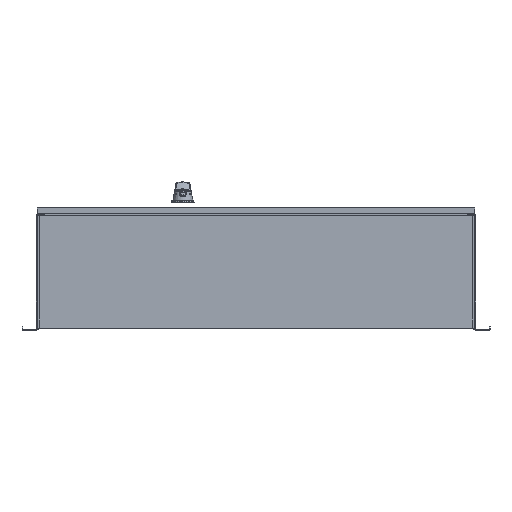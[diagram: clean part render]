
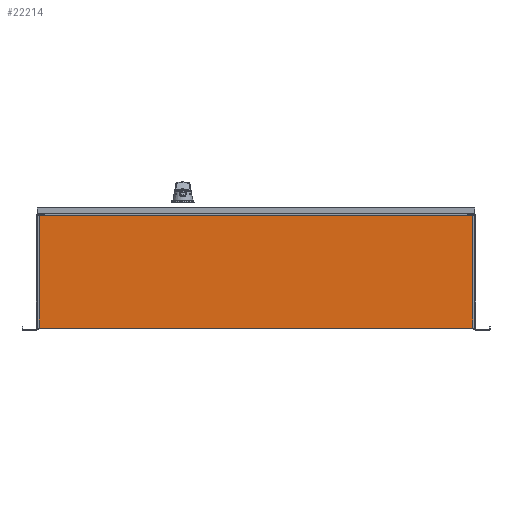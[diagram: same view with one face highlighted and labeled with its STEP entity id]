
A CAD part, left-side view. The second image highlights one B-rep face of the part: STEP entity #22214.
In plain terms, the highlighted planar face has unit normal (-1, 0, 0).
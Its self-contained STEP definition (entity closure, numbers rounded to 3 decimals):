
#616=DIRECTION('',(0.,-1.,0.));
#617=VECTOR('',#616,1197.);
#618=CARTESIAN_POINT('',(-600.,298.5,-104.5));
#619=LINE('',#618,#617);
#5446=DIRECTION('',(0.,1.,0.));
#5447=VECTOR('',#5446,1197.);
#5448=CARTESIAN_POINT('',(-600.,-898.5,204.5));
#5449=LINE('',#5448,#5447);
#5871=DIRECTION('',(0.,0.,1.));
#5872=VECTOR('',#5871,309.);
#5873=CARTESIAN_POINT('',(-600.,298.5,-104.5));
#5874=LINE('',#5873,#5872);
#5875=DIRECTION('',(0.,0.,-1.));
#5876=VECTOR('',#5875,309.);
#5877=CARTESIAN_POINT('',(-600.,-898.5,204.5));
#5878=LINE('',#5877,#5876);
#10345=CARTESIAN_POINT('',(-600.,298.5,-104.5));
#10346=CARTESIAN_POINT('',(-600.,298.5,204.5));
#10347=VERTEX_POINT('',#10345);
#10348=VERTEX_POINT('',#10346);
#10481=CARTESIAN_POINT('',(-600.,-898.5,204.5));
#10482=VERTEX_POINT('',#10481);
#10485=CARTESIAN_POINT('',(-600.,-898.5,-104.5));
#10486=VERTEX_POINT('',#10485);
#22203=CARTESIAN_POINT('',(-600.,-300.,50.));
#22204=DIRECTION('',(1.,0.,0.));
#22205=DIRECTION('',(0.,-1.,0.));
#22206=AXIS2_PLACEMENT_3D('',#22203,#22204,#22205);
#22207=PLANE('',#22206);
#22208=ORIENTED_EDGE('',*,*,#13664,.F.);
#22209=ORIENTED_EDGE('',*,*,#13692,.T.);
#22210=ORIENTED_EDGE('',*,*,#21364,.F.);
#22211=ORIENTED_EDGE('',*,*,#13559,.T.);
#22212=EDGE_LOOP('',(#22208,#22209,#22210,#22211));
#22213=FACE_OUTER_BOUND('',#22212,.F.);
#13559=EDGE_CURVE('',#10482,#10486,#5878,.T.);
#13664=EDGE_CURVE('',#10347,#10486,#619,.T.);
#13692=EDGE_CURVE('',#10347,#10348,#5874,.T.);
#21364=EDGE_CURVE('',#10482,#10348,#5449,.T.);
#22214=ADVANCED_FACE('',(#22213),#22207,.F.);
